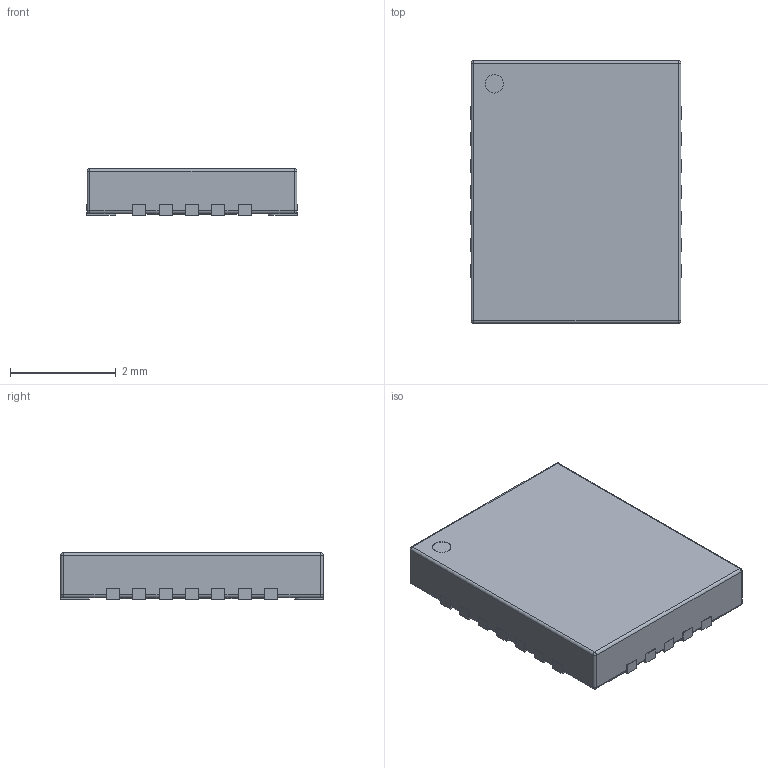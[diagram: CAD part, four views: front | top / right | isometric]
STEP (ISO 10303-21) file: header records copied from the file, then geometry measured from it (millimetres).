
FILE_DESCRIPTION(('FreeCAD Model'),'2;1');
FILE_NAME('QFN24_5x4_p0_5mm.step', '2016-06-07T12:23:06',('Author'),(''), 'Open CASCADE STEP processor 6.8','FreeCAD','Unknown');
FILE_SCHEMA(('AUTOMOTIVE_DESIGN_CC2 { 1 2 10303 214 -1 1 5 4 }'));
Length unit declared in the file: millimetre
Products named in the file (2): ASSEMBLY; QFN24_5x4_p0_5mm
Assembly tree (1 placements, depth 2):
  ASSEMBLY
    QFN24_5x4_p0_5mm
Bounding box: 4 x 5 x 0.88 mm (x, y, z)
Volume: 17 mm3; surface area: 55.6 mm2
Topology: 1 solids, 1 shells, 202 faces, 578 edges, 372 vertices
Faces by surface type: plane 133, cylinder 61, sphere 8
Full cylindrical faces by diameter (mm): 0.35 x1
Entity records: 15399 total; most frequent: CARTESIAN_POINT 2875, DIRECTION 2011, LINE 1333, VECTOR 1333, ORIENTED_EDGE 1140, PCURVE 1140, DEFINITIONAL_REPRESENTATION 1140, EDGE_CURVE 570
